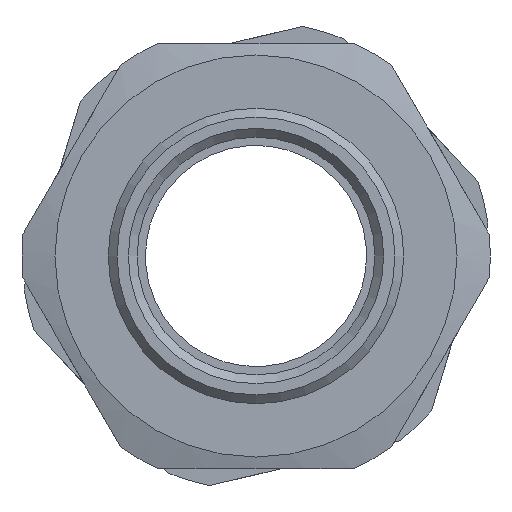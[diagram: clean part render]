
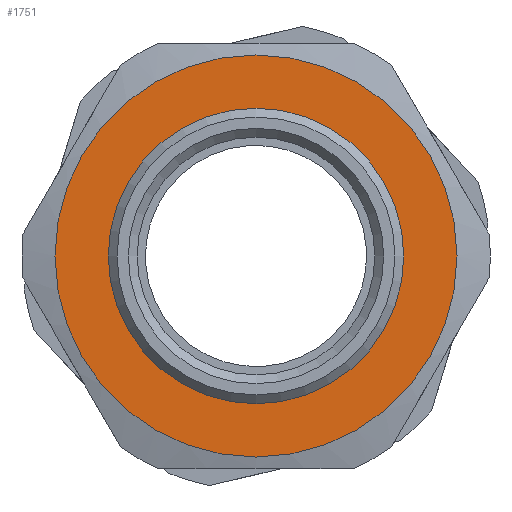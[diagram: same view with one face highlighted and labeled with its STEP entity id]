
A CAD part, left-side view. The second image highlights one B-rep face of the part: STEP entity #1751.
In plain terms, the highlighted planar face has unit normal (-1, 0, 0).
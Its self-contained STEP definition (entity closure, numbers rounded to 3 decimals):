
#57 = DIRECTION ( 'NONE',  ( 1., 0., 0. ) ) ;
#264 = EDGE_CURVE ( 'NONE', #1744, #1744, #1804, .T. ) ;
#325 = EDGE_LOOP ( 'NONE', ( #2122 ) ) ;
#329 = EDGE_CURVE ( 'NONE', #679, #679, #1304, .T. ) ;
#338 = PLANE ( 'NONE',  #2215 ) ;
#371 = FACE_BOUND ( 'NONE', #485, .T. ) ;
#411 = DIRECTION ( 'NONE',  ( 1., 0., 0. ) ) ;
#485 = EDGE_LOOP ( 'NONE', ( #1934 ) ) ;
#679 = VERTEX_POINT ( 'NONE', #1644 ) ;
#695 = DIRECTION ( 'NONE',  ( 0., 0., -1. ) ) ;
#743 = DIRECTION ( 'NONE',  ( 0., 0., -1. ) ) ;
#866 = FACE_OUTER_BOUND ( 'NONE', #325, .T. ) ;
#1093 = CARTESIAN_POINT ( 'NONE',  ( 15.3, 0., 0. ) ) ;
#1111 = DIRECTION ( 'NONE',  ( 0., 0., -1. ) ) ;
#1201 = CARTESIAN_POINT ( 'NONE',  ( 15.3, 12.5, 0. ) ) ;
#1215 = AXIS2_PLACEMENT_3D ( 'NONE', #1443, #411, #1111 ) ;
#1304 = CIRCLE ( 'NONE', #1215, 17. ) ;
#1349 = DIRECTION ( 'NONE',  ( 1., 0., 0. ) ) ;
#1443 = CARTESIAN_POINT ( 'NONE',  ( 15.3, 0., 0. ) ) ;
#1644 = CARTESIAN_POINT ( 'NONE',  ( 15.3, 0., -17. ) ) ;
#1737 = CARTESIAN_POINT ( 'NONE',  ( 15.3, 0., -12.5 ) ) ;
#1744 = VERTEX_POINT ( 'NONE', #1737 ) ;
#1751 = ADVANCED_FACE ( 'NONE', ( #866, #371 ), #338, .F. ) ;
#1804 = CIRCLE ( 'NONE', #2135, 12.5 ) ;
#1934 = ORIENTED_EDGE ( 'NONE', *, *, #264, .T. ) ;
#2122 = ORIENTED_EDGE ( 'NONE', *, *, #329, .F. ) ;
#2135 = AXIS2_PLACEMENT_3D ( 'NONE', #1093, #57, #743 ) ;
#2215 = AXIS2_PLACEMENT_3D ( 'NONE', #1201, #1349, #695 ) ;
